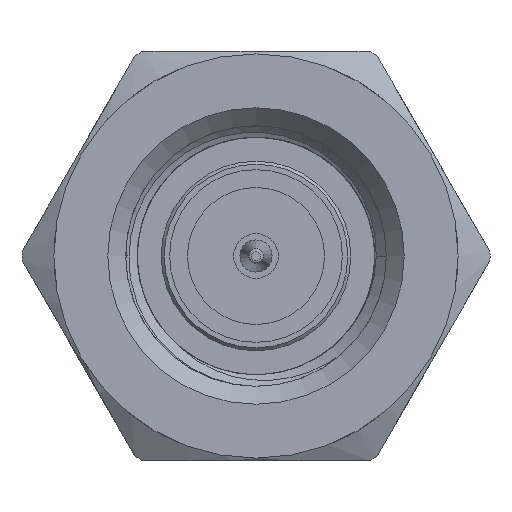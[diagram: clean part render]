
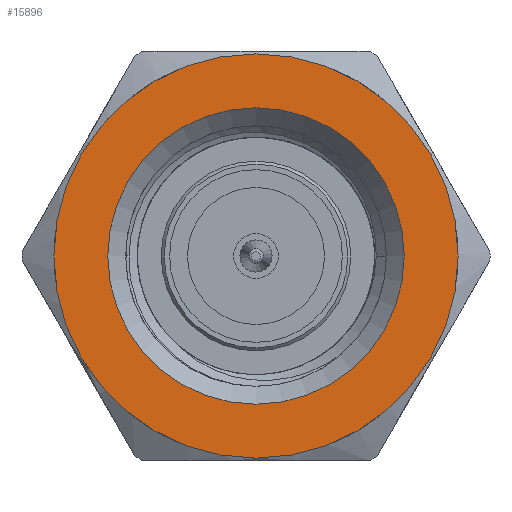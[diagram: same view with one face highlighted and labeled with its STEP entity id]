
A CAD part, left-side view. The second image highlights one B-rep face of the part: STEP entity #15896.
In plain terms, the highlighted planar face has unit normal (-1, 0, 0).
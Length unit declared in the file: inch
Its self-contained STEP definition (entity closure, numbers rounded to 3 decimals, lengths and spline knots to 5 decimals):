
#1065 = CARTESIAN_POINT ( 'NONE',  ( -3.192, 0., 0.33914 ) ) ;
#1625 = CARTESIAN_POINT ( 'NONE',  ( -3.192, 0., 0. ) ) ;
#2475 = AXIS2_PLACEMENT_3D ( 'NONE', #20872, #14764, #18904 ) ;
#4141 = CIRCLE ( 'NONE', #2475, 0.24875 ) ;
#4221 = VERTEX_POINT ( 'NONE', #11732 ) ;
#4410 = EDGE_LOOP ( 'NONE', ( #5913 ) ) ;
#4663 = CARTESIAN_POINT ( 'NONE',  ( -3.192, 0., 0. ) ) ;
#5007 = AXIS2_PLACEMENT_3D ( 'NONE', #4663, #9009, #11065 ) ;
#5040 = EDGE_CURVE ( 'NONE', #8650, #8650, #26239, .T. ) ;
#5913 = ORIENTED_EDGE ( 'NONE', *, *, #5040, .T. ) ;
#8650 = VERTEX_POINT ( 'NONE', #1065 ) ;
#9009 = DIRECTION ( 'NONE',  ( -1., 0., 0. ) ) ;
#9125 = FACE_OUTER_BOUND ( 'NONE', #4410, .T. ) ;
#11065 = DIRECTION ( 'NONE',  ( 0., -1., 0. ) ) ;
#11732 = CARTESIAN_POINT ( 'NONE',  ( -3.192, -0.24875, 0. ) ) ;
#14764 = DIRECTION ( 'NONE',  ( 1., 0., 0. ) ) ;
#14851 = FACE_BOUND ( 'NONE', #16944, .T. ) ;
#15510 = PLANE ( 'NONE',  #5007 ) ;
#15896 = ADVANCED_FACE ( 'NONE', ( #14851, #9125 ), #15510, .T. ) ;
#16944 = EDGE_LOOP ( 'NONE', ( #22004 ) ) ;
#17214 = EDGE_CURVE ( 'NONE', #4221, #4221, #4141, .T. ) ;
#18904 = DIRECTION ( 'NONE',  ( 0., -1., 0. ) ) ;
#20872 = CARTESIAN_POINT ( 'NONE',  ( -3.192, 0., 0. ) ) ;
#21248 = DIRECTION ( 'NONE',  ( 0., 0., 1. ) ) ;
#22004 = ORIENTED_EDGE ( 'NONE', *, *, #17214, .T. ) ;
#25689 = DIRECTION ( 'NONE',  ( -1., 0., 0. ) ) ;
#26239 = CIRCLE ( 'NONE', #27838, 0.33914 ) ;
#27838 = AXIS2_PLACEMENT_3D ( 'NONE', #1625, #25689, #21248 ) ;
